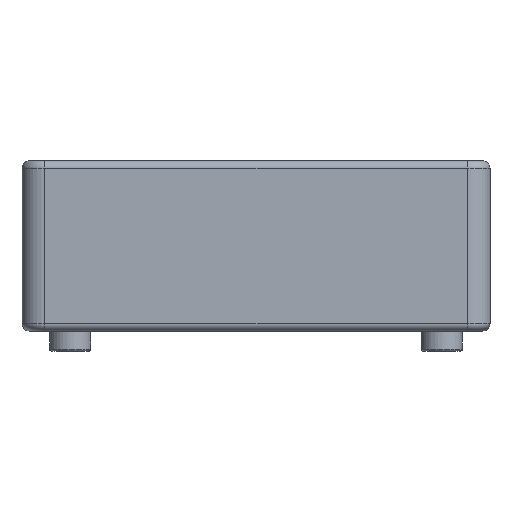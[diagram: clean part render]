
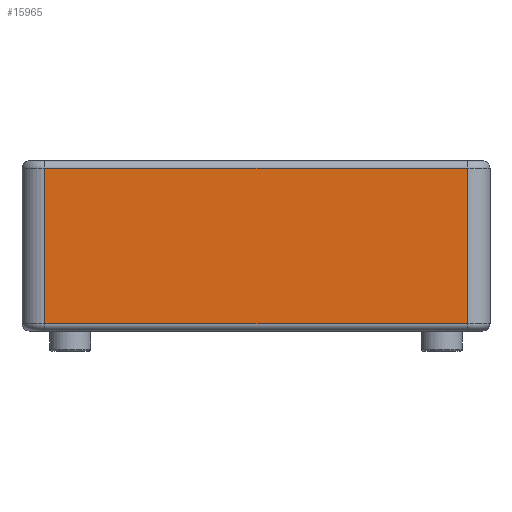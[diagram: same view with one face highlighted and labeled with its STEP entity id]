
A CAD part, left-side view. The second image highlights one B-rep face of the part: STEP entity #15965.
In plain terms, the highlighted planar face has unit normal (-1, 0, 0).
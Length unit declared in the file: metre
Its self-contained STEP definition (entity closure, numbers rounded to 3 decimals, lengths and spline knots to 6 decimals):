
#1089=ORIENTED_EDGE('',*,*,#5533,.T.);
#1090=ORIENTED_EDGE('',*,*,#5534,.T.);
#1091=ORIENTED_EDGE('',*,*,#5535,.T.);
#1092=ORIENTED_EDGE('',*,*,#5536,.T.);
#5533=EDGE_CURVE('',#7745,#7746,#9279,.F.);
#5534=EDGE_CURVE('',#7746,#7747,#9280,.F.);
#5535=EDGE_CURVE('',#7747,#7748,#9281,.T.);
#5536=EDGE_CURVE('',#7748,#7745,#9282,.T.);
#7745=VERTEX_POINT('',#23631);
#7746=VERTEX_POINT('',#23632);
#7747=VERTEX_POINT('',#23634);
#7748=VERTEX_POINT('',#23636);
#9279=LINE('',#23630,#11128);
#9280=LINE('',#23633,#11129);
#9281=LINE('',#23635,#11130);
#9282=LINE('',#23637,#11131);
#11128=VECTOR('',#18977,1.);
#11129=VECTOR('',#18978,1.);
#11130=VECTOR('',#18979,1.);
#11131=VECTOR('',#18980,1.);
#12863=EDGE_LOOP('',(#1089,#1090,#1091,#1092));
#14058=FACE_BOUND('',#12863,.T.);
#15250=PLANE('',#17444);
#15965=ADVANCED_FACE('',(#14058),#15250,.F.);
#17444=AXIS2_PLACEMENT_3D('',#23629,#18975,#18976);
#18975=DIRECTION('',(1.,0.,0.));
#18976=DIRECTION('',(0.,1.,0.));
#18977=DIRECTION('',(0.,0.,-1.));
#18978=DIRECTION('',(0.,-1.,0.));
#18979=DIRECTION('',(0.,0.,-1.));
#18980=DIRECTION('',(0.,-1.,0.));
#23629=CARTESIAN_POINT('',(-0.052,0.,0.003702));
#23630=CARTESIAN_POINT('',(-0.052,-0.02817,0.003702));
#23631=CARTESIAN_POINT('',(-0.052,-0.02817,-0.0165));
#23632=CARTESIAN_POINT('',(-0.052,-0.02817,0.0042));
#23633=CARTESIAN_POINT('',(-0.052,0.02817,0.0042));
#23634=CARTESIAN_POINT('',(-0.052,0.02817,0.0042));
#23635=CARTESIAN_POINT('',(-0.052,0.02817,0.003702));
#23636=CARTESIAN_POINT('',(-0.052,0.02817,-0.0165));
#23637=CARTESIAN_POINT('',(-0.052,-0.02817,-0.0165));
